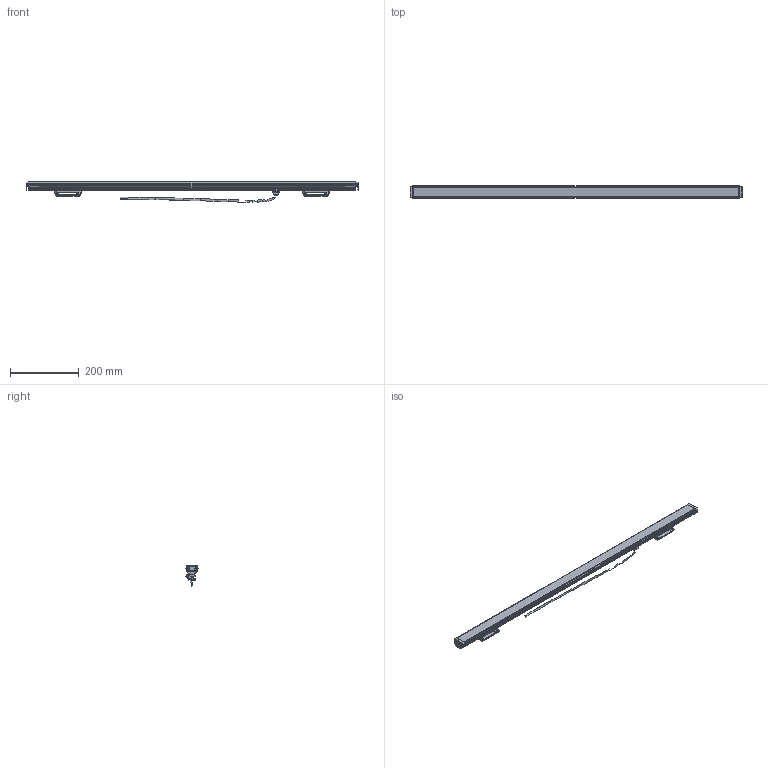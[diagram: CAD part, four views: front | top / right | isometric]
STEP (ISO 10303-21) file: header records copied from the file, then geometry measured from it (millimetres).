
FILE_DESCRIPTION(/* description */ (''),/* implementation_level */ '2;1');
FILE_NAME(/* name */ 'T430000_SPIKE 966mm',/* time_stamp */ '2018-01-29T10:42:26+01:00',/* author */ (''),/* organization */ (''),/* preprocessor_version */ 'ST-DEVELOPER v15',/* originating_system */ '',/* authorisation */ '');
FILE_SCHEMA (('CONFIG_CONTROL_DESIGN'));
Length unit declared in the file: millimetre
Products named in the file (2): Document; Blocco 13
Assembly tree (1 placements, depth 2):
  Document
    Blocco 13
Bounding box: 966 x 35 x 59.31 mm (x, y, z)
Volume: 89719.7 mm3; surface area: 286800 mm2
Topology: 15 solids, 442 shells, 1258 faces, 4186 edges, 3245 vertices
Faces by surface type: bspline 878, plane 380
Entity records: 60892 total; most frequent: CARTESIAN_POINT 39323, ORIENTED_EDGE 6105, EDGE_CURVE 4120, VERTEX_POINT 3221, B_SPLINE_CURVE_WITH_KNOTS 1978, EDGE_LOOP 1332, ADVANCED_FACE 1253, FACE_OUTER_BOUND 1253
